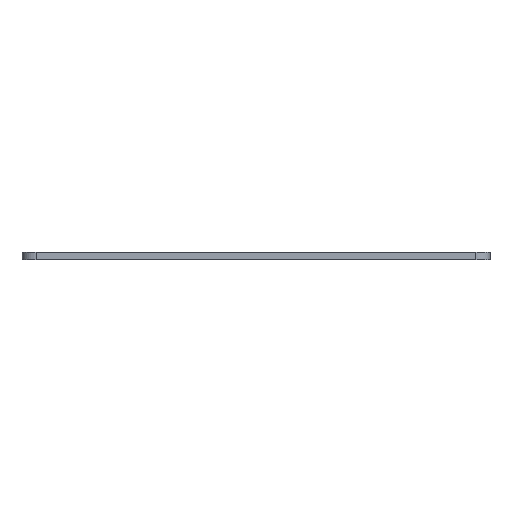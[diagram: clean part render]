
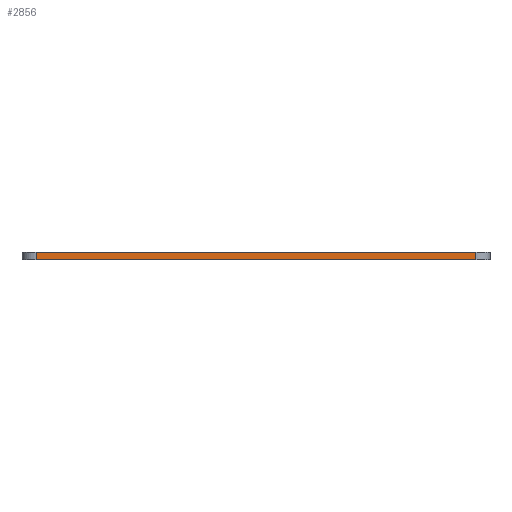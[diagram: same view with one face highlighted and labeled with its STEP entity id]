
A CAD part, front view. The second image highlights one B-rep face of the part: STEP entity #2856.
In plain terms, the highlighted planar face has unit normal (0, -1, 0).
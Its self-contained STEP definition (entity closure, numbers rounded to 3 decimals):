
#60=PLANE('',#3088);
#142=FACE_OUTER_BOUND('',#309,.T.);
#309=EDGE_LOOP('',(#2085,#2086,#2087,#2088));
#470=LINE('',#4162,#766);
#478=LINE('',#4184,#774);
#554=LINE('',#4471,#850);
#556=LINE('',#4474,#852);
#766=VECTOR('',#3300,10.);
#774=VECTOR('',#3316,10.);
#850=VECTOR('',#3536,10.);
#852=VECTOR('',#3540,10.);
#1197=VERTEX_POINT('',#4155);
#1200=VERTEX_POINT('',#4160);
#1210=VERTEX_POINT('',#4182);
#1349=VERTEX_POINT('',#4469);
#1488=EDGE_CURVE('',#1200,#1197,#470,.T.);
#1499=EDGE_CURVE('',#1210,#1200,#478,.T.);
#1642=EDGE_CURVE('',#1349,#1210,#554,.T.);
#1644=EDGE_CURVE('',#1197,#1349,#556,.T.);
#2085=ORIENTED_EDGE('',*,*,#1488,.F.);
#2086=ORIENTED_EDGE('',*,*,#1499,.F.);
#2087=ORIENTED_EDGE('',*,*,#1642,.F.);
#2088=ORIENTED_EDGE('',*,*,#1644,.F.);
#2856=ADVANCED_FACE('',(#142),#60,.T.);
#3088=AXIS2_PLACEMENT_3D('',#4473,#3538,#3539);
#3300=DIRECTION('',(0.,0.,1.));
#3316=DIRECTION('',(-1.,0.,0.));
#3536=DIRECTION('',(0.,0.,-1.));
#3538=DIRECTION('center_axis',(0.,-1.,0.));
#3539=DIRECTION('ref_axis',(1.,0.,0.));
#3540=DIRECTION('',(1.,0.,0.));
#4155=CARTESIAN_POINT('',(-8.495,-90.865,1.5));
#4160=CARTESIAN_POINT('',(-8.495,-90.865,0.));
#4162=CARTESIAN_POINT('',(-8.495,-90.865,0.));
#4182=CARTESIAN_POINT('',(85.695,-90.865,0.));
#4184=CARTESIAN_POINT('',(88.695,-90.865,0.));
#4469=CARTESIAN_POINT('',(85.695,-90.865,1.5));
#4471=CARTESIAN_POINT('',(85.695,-90.865,0.));
#4473=CARTESIAN_POINT('Origin',(-11.495,-90.865,0.));
#4474=CARTESIAN_POINT('',(88.695,-90.865,1.5));
